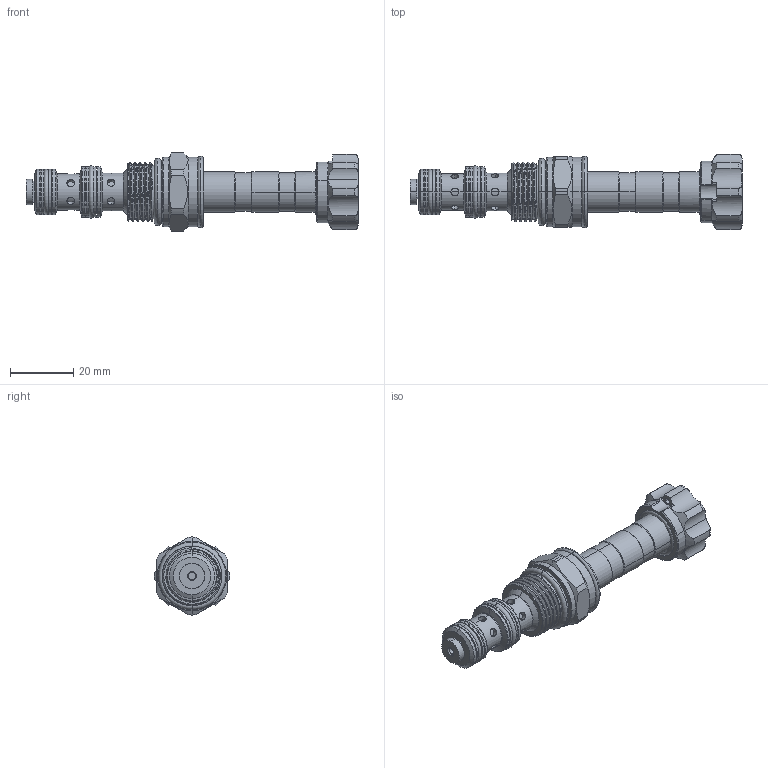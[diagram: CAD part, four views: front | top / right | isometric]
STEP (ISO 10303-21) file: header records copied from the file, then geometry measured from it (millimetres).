
FILE_DESCRIPTION (( 'STEP AP203' ), '1' );
FILE_NAME ('ES08W3A10N04.STEP', '2020-04-09T05:40:20', ( '' ), ( '' ), 'SwSTEP 2.0', 'SolidWorks 2018', '' );
FILE_SCHEMA (( 'CONFIG_CONTROL_DESIGN' ));
Length unit declared in the file: millimetre
Products named in the file (1): ES08W3A10N04
Bounding box: 104.86 x 23.79 x 24.65 mm (x, y, z)
Volume: 20989.8 mm3; surface area: 9063.8 mm2
Topology: 3 solids, 5 shells, 279 faces, 636 edges, 389 vertices
Faces by surface type: cylinder 136, torus 62, plane 39, cone 37, bspline 5
Entity records: 10081 total; most frequent: CARTESIAN_POINT 3752, DIRECTION 1374, ORIENTED_EDGE 1272, EDGE_CURVE 636, AXIS2_PLACEMENT_3D 595, VERTEX_POINT 389, CIRCLE 320, EDGE_LOOP 311
